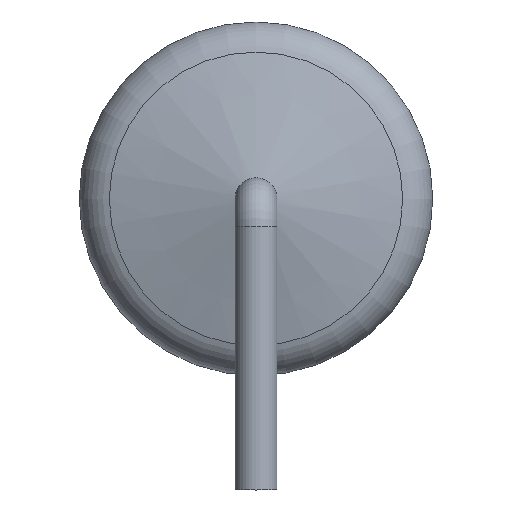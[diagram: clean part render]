
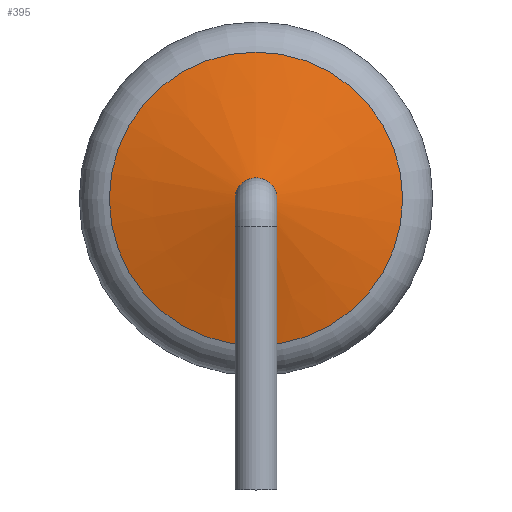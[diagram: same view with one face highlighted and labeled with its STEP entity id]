
A CAD part, left-side view. The second image highlights one B-rep face of the part: STEP entity #395.
In plain terms, the highlighted conical face has half-angle 75.552 degrees and reference radius 2.377 mm.
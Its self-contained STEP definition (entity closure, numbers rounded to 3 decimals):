
#14=CONICAL_SURFACE('',#463,2.377,1.319);
#44=FACE_OUTER_BOUND('',#71,.T.);
#71=EDGE_LOOP('',(#313,#314,#315,#316));
#93=LINE('',#712,#112);
#112=VECTOR('',#588,2.377);
#140=CIRCLE('',#455,0.505);
#143=CIRCLE('',#460,3.526);
#174=VERTEX_POINT('',#697);
#176=VERTEX_POINT('',#704);
#218=EDGE_CURVE('',#174,#174,#140,.T.);
#221=EDGE_CURVE('',#176,#176,#143,.T.);
#224=EDGE_CURVE('',#176,#174,#93,.T.);
#313=ORIENTED_EDGE('',*,*,#221,.F.);
#314=ORIENTED_EDGE('',*,*,#224,.T.);
#315=ORIENTED_EDGE('',*,*,#218,.T.);
#316=ORIENTED_EDGE('',*,*,#224,.F.);
#395=ADVANCED_FACE('',(#44),#14,.T.);
#455=AXIS2_PLACEMENT_3D('',#699,#569,#570);
#460=AXIS2_PLACEMENT_3D('',#706,#579,#580);
#463=AXIS2_PLACEMENT_3D('',#711,#586,#587);
#569=DIRECTION('center_axis',(1.,0.,0.));
#570=DIRECTION('ref_axis',(0.,0.,-1.));
#579=DIRECTION('center_axis',(1.,0.,0.));
#580=DIRECTION('ref_axis',(0.,0.,
1.));
#586=DIRECTION('center_axis',(1.,0.,0.));
#587=DIRECTION('ref_axis',(0.,0.,-1.));
#588=DIRECTION('',(-0.249,0.,-0.968));
#697=CARTESIAN_POINT('',(-9.65,0.,4.755));
#699=CARTESIAN_POINT('Origin',(-9.65,0.,4.25));
#704=CARTESIAN_POINT('',(-8.872,0.,7.776));
#706=CARTESIAN_POINT('Origin',(-8.872,0.,
4.25));
#711=CARTESIAN_POINT('Origin',(-9.168,0.,4.25));
#712=CARTESIAN_POINT('',(-9.168,0.,6.627));
